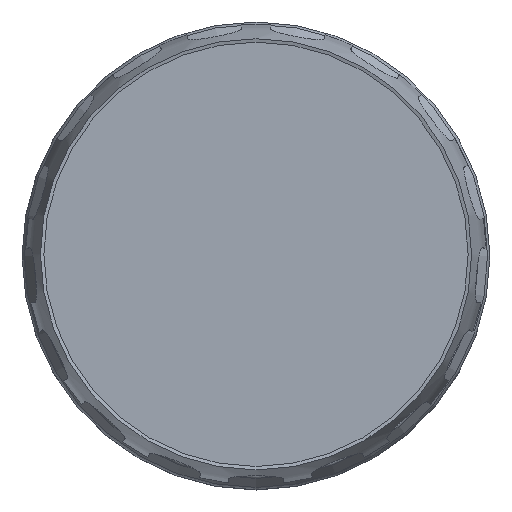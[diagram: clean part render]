
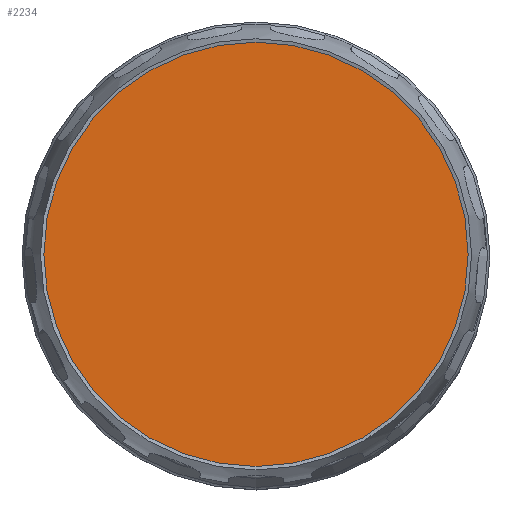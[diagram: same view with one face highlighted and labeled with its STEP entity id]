
A CAD part, top view. The second image highlights one B-rep face of the part: STEP entity #2234.
In plain terms, the highlighted planar face has unit normal (0, 0, 1).
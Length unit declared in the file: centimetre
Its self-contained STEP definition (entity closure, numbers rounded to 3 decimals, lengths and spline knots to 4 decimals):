
#305=PLANE('',#2583);
#364=FACE_OUTER_BOUND('',#481,.T.);
#481=EDGE_LOOP('',(#1468));
#604=CIRCLE('',#2580,46.25);
#711=VERTEX_POINT('',#3400);
#1002=EDGE_CURVE('',#711,#711,#604,.T.);
#1468=ORIENTED_EDGE('',*,*,#1002,.T.);
#2234=ADVANCED_FACE('',(#364),#305,.T.);
#2580=AXIS2_PLACEMENT_3D('',#3401,#2880,#2881);
#2583=AXIS2_PLACEMENT_3D('',#3406,#2887,#2888);
#2880=DIRECTION('center_axis',(0.,0.,1.));
#2881=DIRECTION('ref_axis',(1.,0.,0.));
#2887=DIRECTION('center_axis',(0.,0.,1.));
#2888=DIRECTION('ref_axis',(1.,0.,0.));
#3400=CARTESIAN_POINT('',(-46.25,0.,147.));
#3401=CARTESIAN_POINT('Origin',(0.,0.,147.));
#3406=CARTESIAN_POINT('Origin',(0.,0.,147.));
